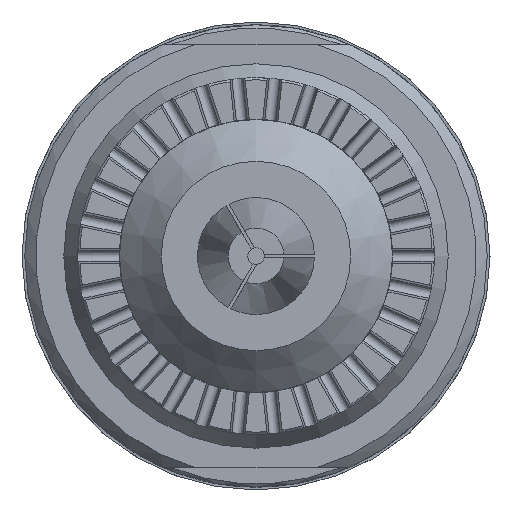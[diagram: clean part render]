
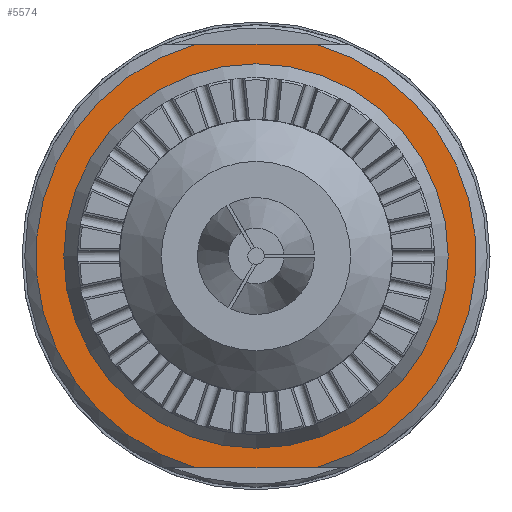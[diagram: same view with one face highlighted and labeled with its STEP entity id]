
A CAD part, left-side view. The second image highlights one B-rep face of the part: STEP entity #5574.
In plain terms, the highlighted planar face has unit normal (-1, 0, 0).
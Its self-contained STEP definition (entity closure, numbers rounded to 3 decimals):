
#222=FACE_BOUND('',#1117,.T.);
#248=PLANE('',#5934);
#802=FACE_OUTER_BOUND('',#1116,.T.);
#1116=EDGE_LOOP('',(#3876,#3877,#3878,#3879));
#1117=EDGE_LOOP('',(#3880,#3881));
#1436=LINE('',#8346,#1780);
#1437=LINE('',#8348,#1781);
#1780=VECTOR('',#6663,10.);
#1781=VECTOR('',#6664,10.);
#2138=CIRCLE('',#5933,19.75);
#2139=CIRCLE('',#5935,19.75);
#2140=CIRCLE('',#5936,8.);
#2141=CIRCLE('',#5937,8.);
#2436=VERTEX_POINT('',#8332);
#2439=VERTEX_POINT('',#8339);
#2440=VERTEX_POINT('',#8345);
#2441=VERTEX_POINT('',#8347);
#2442=VERTEX_POINT('',#8350);
#2443=VERTEX_POINT('',#8351);
#3004=EDGE_CURVE('',#2439,#2436,#2138,.T.);
#3005=EDGE_CURVE('',#2440,#2436,#1436,.T.);
#3006=EDGE_CURVE('',#2439,#2441,#1437,.T.);
#3007=EDGE_CURVE('',#2440,#2441,#2139,.T.);
#3008=EDGE_CURVE('',#2442,#2443,#2140,.T.);
#3009=EDGE_CURVE('',#2443,#2442,#2141,.T.);
#3876=ORIENTED_EDGE('',*,*,#3005,.T.);
#3877=ORIENTED_EDGE('',*,*,#3004,.F.);
#3878=ORIENTED_EDGE('',*,*,#3006,.T.);
#3879=ORIENTED_EDGE('',*,*,#3007,.F.);
#3880=ORIENTED_EDGE('',*,*,#3008,.T.);
#3881=ORIENTED_EDGE('',*,*,#3009,.T.);
#5574=ADVANCED_FACE('',(#802,#222),#248,.T.);
#5933=AXIS2_PLACEMENT_3D('',#8343,#6659,#6660);
#5934=AXIS2_PLACEMENT_3D('',#8344,#6661,#6662);
#5935=AXIS2_PLACEMENT_3D('',#8349,#6665,#6666);
#5936=AXIS2_PLACEMENT_3D('',#8352,#6667,#6668);
#5937=AXIS2_PLACEMENT_3D('',#8353,#6669,#6670);
#6659=DIRECTION('center_axis',(1.,0.,0.));
#6660=DIRECTION('ref_axis',(0.,1.,0.));
#6661=DIRECTION('center_axis',(-1.,0.,0.));
#6662=DIRECTION('ref_axis',(0.,0.,
1.));
#6663=DIRECTION('',(0.,-1.,0.));
#6664=DIRECTION('',(0.,1.,0.));
#6665=DIRECTION('center_axis',(1.,0.,0.));
#6666=DIRECTION('ref_axis',(0.,1.,0.));
#6667=DIRECTION('center_axis',(1.,0.,0.));
#6668=DIRECTION('ref_axis',(0.,1.,0.));
#6669=DIRECTION('center_axis',(1.,0.,0.));
#6670=DIRECTION('ref_axis',(0.,1.,0.));
#8332=CARTESIAN_POINT('',(-120.2,-5.391,-19.));
#8339=CARTESIAN_POINT('',(-120.2,-5.391,19.));
#8343=CARTESIAN_POINT('Origin',(-120.2,0.,
0.));
#8344=CARTESIAN_POINT('Origin',(-120.2,13.875,0.));
#8345=CARTESIAN_POINT('',(-120.2,5.391,-19.));
#8346=CARTESIAN_POINT('',(-120.2,1.392,-19.));
#8347=CARTESIAN_POINT('',(-120.2,5.391,19.));
#8348=CARTESIAN_POINT('',(-120.2,12.483,19.));
#8349=CARTESIAN_POINT('Origin',(-120.2,0.,
0.));
#8350=CARTESIAN_POINT('',(-120.2,8.,0.));
#8351=CARTESIAN_POINT('',(-120.2,-8.,0.));
#8352=CARTESIAN_POINT('Origin',(-120.2,0.,
0.));
#8353=CARTESIAN_POINT('Origin',(-120.2,0.,
0.));
